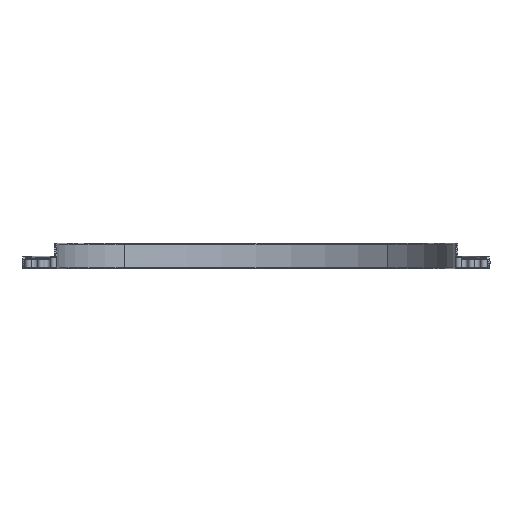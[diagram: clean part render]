
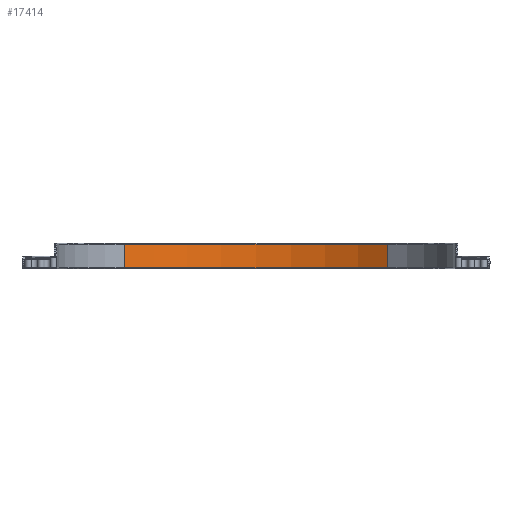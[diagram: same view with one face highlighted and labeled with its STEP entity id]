
A CAD part, front view. The second image highlights one B-rep face of the part: STEP entity #17414.
In plain terms, the highlighted cylindrical face has radius 89.355 mm (diameter 178.71 mm), a partial arc.
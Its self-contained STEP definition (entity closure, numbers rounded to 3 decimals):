
#801=AXIS2_PLACEMENT_3D('Circle Axis2P3D',#799,#800,$) ;
#9957=AXIS2_PLACEMENT_3D('Circle Axis2P3D',#9955,#9956,$) ;
#17401=AXIS2_PLACEMENT_3D('Cylinder Axis2P3D',#17398,#17399,#17400) ;
#764=CARTESIAN_POINT('Vertex',(-52.065,52.065,0.4)) ;
#796=CARTESIAN_POINT('Vertex',(52.065,52.065,0.4)) ;
#799=CARTESIAN_POINT('Axis2P3D Location',(0.,-20.555,0.4)) ;
#9936=CARTESIAN_POINT('Vertex',(52.065,52.065,9.6)) ;
#9952=CARTESIAN_POINT('Vertex',(-52.065,52.065,9.6)) ;
#9955=CARTESIAN_POINT('Axis2P3D Location',(0.,-20.555,9.6)) ;
#17385=CARTESIAN_POINT('Line Origine',(52.065,52.065,0.)) ;
#17398=CARTESIAN_POINT('Axis2P3D Location',(0.,-20.555,0.)) ;
#17403=CARTESIAN_POINT('Line Origine',(-52.065,52.065,0.)) ;
#800=DIRECTION('Axis2P3D Direction',(0.,0.,1.)) ;
#9956=DIRECTION('Axis2P3D Direction',(0.,0.,-1.)) ;
#17386=DIRECTION('Vector Direction',(0.,0.,1.)) ;
#17399=DIRECTION('Axis2P3D Direction',(0.,-0.,1.)) ;
#17400=DIRECTION('Axis2P3D XDirection',(0.583,0.813,0.)) ;
#17404=DIRECTION('Vector Direction',(0.,0.,1.)) ;
#17387=VECTOR('Line Direction',#17386,1.) ;
#17405=VECTOR('Line Direction',#17404,1.) ;
#17409=ORIENTED_EDGE('',*,*,#803,.F.) ;
#17410=ORIENTED_EDGE('',*,*,#17389,.T.) ;
#17411=ORIENTED_EDGE('',*,*,#9959,.F.) ;
#17412=ORIENTED_EDGE('',*,*,#17407,.F.) ;
#17414=ADVANCED_FACE('PNW-SHORT RC2',(#17413),#17402,.F.) ;
#802=CIRCLE('generated circle',#801,89.355) ;
#9958=CIRCLE('generated circle',#9957,89.355) ;
#17402=CYLINDRICAL_SURFACE('generated cylinder',#17401,89.355) ;
#803=EDGE_CURVE('',#797,#765,#802,.T.) ;
#9959=EDGE_CURVE('',#9953,#9937,#9958,.T.) ;
#17389=EDGE_CURVE('',#797,#9937,#17388,.T.) ;
#17407=EDGE_CURVE('',#765,#9953,#17406,.T.) ;
#17408=EDGE_LOOP('',(#17409,#17410,#17411,#17412)) ;
#17413=FACE_OUTER_BOUND('',#17408,.T.) ;
#17388=LINE('Line',#17385,#17387) ;
#17406=LINE('Line',#17403,#17405) ;
#765=VERTEX_POINT('',#764) ;
#797=VERTEX_POINT('',#796) ;
#9937=VERTEX_POINT('',#9936) ;
#9953=VERTEX_POINT('',#9952) ;
